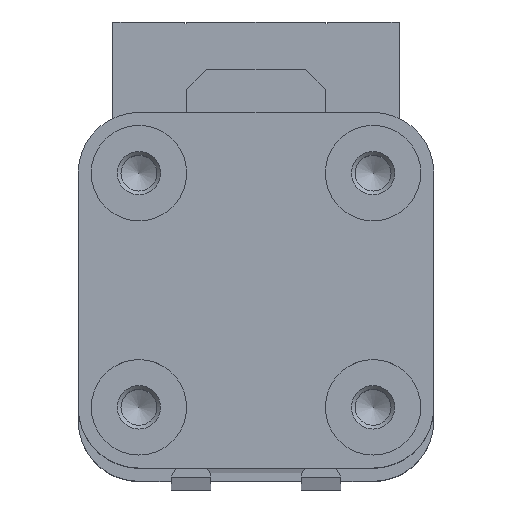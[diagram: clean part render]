
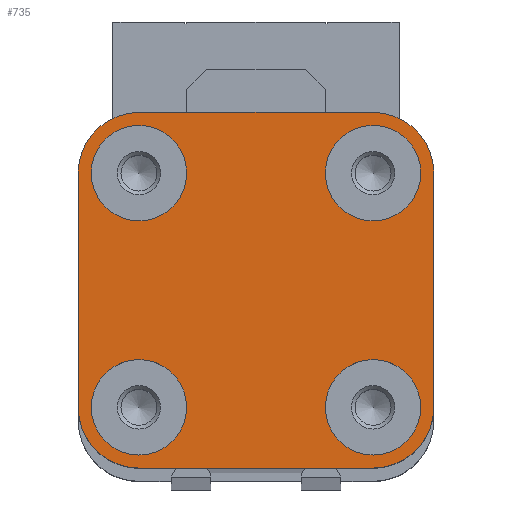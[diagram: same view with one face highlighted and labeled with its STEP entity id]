
A CAD part, top view. The second image highlights one B-rep face of the part: STEP entity #735.
In plain terms, the highlighted planar face has unit normal (0, 0, 1).
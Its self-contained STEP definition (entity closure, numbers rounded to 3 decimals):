
#735 = ADVANCED_FACE( '', ( #1490, #1491, #1492, #1493, #1494 ), #1495, .T. );
#1490 = FACE_BOUND( '', #2221, .T. );
#1491 = FACE_BOUND( '', #2222, .T. );
#1492 = FACE_BOUND( '', #2223, .T. );
#1493 = FACE_BOUND( '', #2224, .T. );
#1494 = FACE_OUTER_BOUND( '', #2225, .T. );
#1495 = PLANE( '', #2226 );
#2221 = EDGE_LOOP( '', ( #4021 ) );
#2222 = EDGE_LOOP( '', ( #4022 ) );
#2223 = EDGE_LOOP( '', ( #4023 ) );
#2224 = EDGE_LOOP( '', ( #4024 ) );
#2225 = EDGE_LOOP( '', ( #4025, #4026, #4027, #4028, #4029, #4030, #4031, #4032 ) );
#2226 = AXIS2_PLACEMENT_3D( '', #4033, #4034, #4035 );
#4021 = ORIENTED_EDGE( '', *, *, #4078, .T. );
#4022 = ORIENTED_EDGE( '', *, *, #4575, .T. );
#4023 = ORIENTED_EDGE( '', *, *, #4698, .T. );
#4024 = ORIENTED_EDGE( '', *, *, #4306, .T. );
#4025 = ORIENTED_EDGE( '', *, *, #4198, .T. );
#4026 = ORIENTED_EDGE( '', *, *, #4286, .T. );
#4027 = ORIENTED_EDGE( '', *, *, #4333, .T. );
#4028 = ORIENTED_EDGE( '', *, *, #4762, .T. );
#4029 = ORIENTED_EDGE( '', *, *, #4338, .T. );
#4030 = ORIENTED_EDGE( '', *, *, #4261, .T. );
#4031 = ORIENTED_EDGE( '', *, *, #4289, .T. );
#4032 = ORIENTED_EDGE( '', *, *, #4233, .T. );
#4033 = CARTESIAN_POINT( '', ( -13.5, -13.5, 450. ) );
#4034 = DIRECTION( '', ( 0., 0., 1. ) );
#4035 = DIRECTION( '', ( 1., 0., 0. ) );
#4078 = EDGE_CURVE( '', #4794, #4794, #4795, .F. );
#4198 = EDGE_CURVE( '', #5001, #4999, #5002, .T. );
#4233 = EDGE_CURVE( '', #5060, #5001, #5061, .T. );
#4261 = EDGE_CURVE( '', #5105, #5103, #5106, .T. );
#4286 = EDGE_CURVE( '', #4999, #5141, #5143, .T. );
#4289 = EDGE_CURVE( '', #5103, #5060, #5146, .T. );
#4306 = EDGE_CURVE( '', #5170, #5170, #5171, .F. );
#4333 = EDGE_CURVE( '', #5141, #5211, #5213, .T. );
#4338 = EDGE_CURVE( '', #5221, #5105, #5222, .T. );
#4575 = EDGE_CURVE( '', #5575, #5575, #5576, .F. );
#4698 = EDGE_CURVE( '', #5724, #5724, #5725, .F. );
#4762 = EDGE_CURVE( '', #5211, #5221, #5789, .T. );
#4794 = VERTEX_POINT( '', #5831 );
#4795 = CIRCLE( '', #5832, 5.5 );
#4999 = VERTEX_POINT( '', #6112 );
#5001 = VERTEX_POINT( '', #6115 );
#5002 = LINE( '', #6116, #6117 );
#5060 = VERTEX_POINT( '', #6193 );
#5061 = CIRCLE( '', #6194, 7. );
#5103 = VERTEX_POINT( '', #6248 );
#5105 = VERTEX_POINT( '', #6251 );
#5106 = CIRCLE( '', #6252, 7. );
#5141 = VERTEX_POINT( '', #6303 );
#5143 = CIRCLE( '', #6306, 7. );
#5146 = LINE( '', #6310, #6311 );
#5170 = VERTEX_POINT( '', #6343 );
#5171 = CIRCLE( '', #6344, 5.5 );
#5211 = VERTEX_POINT( '', #6397 );
#5213 = LINE( '', #6400, #6401 );
#5221 = VERTEX_POINT( '', #6410 );
#5222 = LINE( '', #6411, #6412 );
#5575 = VERTEX_POINT( '', #6903 );
#5576 = CIRCLE( '', #6904, 5.5 );
#5724 = VERTEX_POINT( '', #7108 );
#5725 = CIRCLE( '', #7109, 5.5 );
#5789 = CIRCLE( '', #7188, 7. );
#5831 = CARTESIAN_POINT( '', ( 19., -13.5, 450. ) );
#5832 = AXIS2_PLACEMENT_3D( '', #7208, #7209, #7210 );
#6112 = CARTESIAN_POINT( '', ( -20.5, -13.5, 450. ) );
#6115 = CARTESIAN_POINT( '', ( -20.5, 13.5, 450. ) );
#6116 = CARTESIAN_POINT( '', ( -20.5, 13.5, 450. ) );
#6117 = VECTOR( '', #7330, 1000. );
#6193 = CARTESIAN_POINT( '', ( -13.5, 20.5, 450. ) );
#6194 = AXIS2_PLACEMENT_3D( '', #7370, #7371, #7372 );
#6248 = CARTESIAN_POINT( '', ( 13.5, 20.5, 450. ) );
#6251 = CARTESIAN_POINT( '', ( 20.5, 13.5, 450. ) );
#6252 = AXIS2_PLACEMENT_3D( '', #7401, #7402, #7403 );
#6303 = CARTESIAN_POINT( '', ( -13.5, -20.5, 450. ) );
#6306 = AXIS2_PLACEMENT_3D( '', #7424, #7425, #7426 );
#6310 = CARTESIAN_POINT( '', ( 13.5, 20.5, 450. ) );
#6311 = VECTOR( '', #7428, 1000. );
#6343 = CARTESIAN_POINT( '', ( -8., 13.5, 450. ) );
#6344 = AXIS2_PLACEMENT_3D( '', #7446, #7447, #7448 );
#6397 = CARTESIAN_POINT( '', ( 13.5, -20.5, 450. ) );
#6400 = CARTESIAN_POINT( '', ( -13.5, -20.5, 450. ) );
#6401 = VECTOR( '', #7478, 1000. );
#6410 = CARTESIAN_POINT( '', ( 20.5, -13.5, 450. ) );
#6411 = CARTESIAN_POINT( '', ( 20.5, -13.5, 450. ) );
#6412 = VECTOR( '', #7486, 1000. );
#6903 = CARTESIAN_POINT( '', ( -8., -13.5, 450. ) );
#6904 = AXIS2_PLACEMENT_3D( '', #7763, #7764, #7765 );
#7108 = CARTESIAN_POINT( '', ( 19., 13.5, 450. ) );
#7109 = AXIS2_PLACEMENT_3D( '', #7855, #7856, #7857 );
#7188 = AXIS2_PLACEMENT_3D( '', #7879, #7880, #7881 );
#7208 = CARTESIAN_POINT( '', ( 13.5, -13.5, 450. ) );
#7209 = DIRECTION( '', ( 0., 0., 1. ) );
#7210 = DIRECTION( '', ( 1., 0., 0. ) );
#7330 = DIRECTION( '', ( 0., -1., 0. ) );
#7370 = CARTESIAN_POINT( '', ( -13.5, 13.5, 450. ) );
#7371 = DIRECTION( '', ( 0., 0., 1. ) );
#7372 = DIRECTION( '', ( 1., 0., 0. ) );
#7401 = CARTESIAN_POINT( '', ( 13.5, 13.5, 450. ) );
#7402 = DIRECTION( '', ( 0., 0., 1. ) );
#7403 = DIRECTION( '', ( 1., 0., 0. ) );
#7424 = CARTESIAN_POINT( '', ( -13.5, -13.5, 450. ) );
#7425 = DIRECTION( '', ( 0., 0., 1. ) );
#7426 = DIRECTION( '', ( 1., 0., 0. ) );
#7428 = DIRECTION( '', ( -1., 0., 0. ) );
#7446 = CARTESIAN_POINT( '', ( -13.5, 13.5, 450. ) );
#7447 = DIRECTION( '', ( 0., 0., 1. ) );
#7448 = DIRECTION( '', ( 1., 0., 0. ) );
#7478 = DIRECTION( '', ( 1., 0., 0. ) );
#7486 = DIRECTION( '', ( 0., 1., 0. ) );
#7763 = CARTESIAN_POINT( '', ( -13.5, -13.5, 450. ) );
#7764 = DIRECTION( '', ( 0., 0., 1. ) );
#7765 = DIRECTION( '', ( 1., 0., 0. ) );
#7855 = CARTESIAN_POINT( '', ( 13.5, 13.5, 450. ) );
#7856 = DIRECTION( '', ( 0., 0., 1. ) );
#7857 = DIRECTION( '', ( 1., 0., 0. ) );
#7879 = CARTESIAN_POINT( '', ( 13.5, -13.5, 450. ) );
#7880 = DIRECTION( '', ( 0., 0., 1. ) );
#7881 = DIRECTION( '', ( 1., 0., 0. ) );
